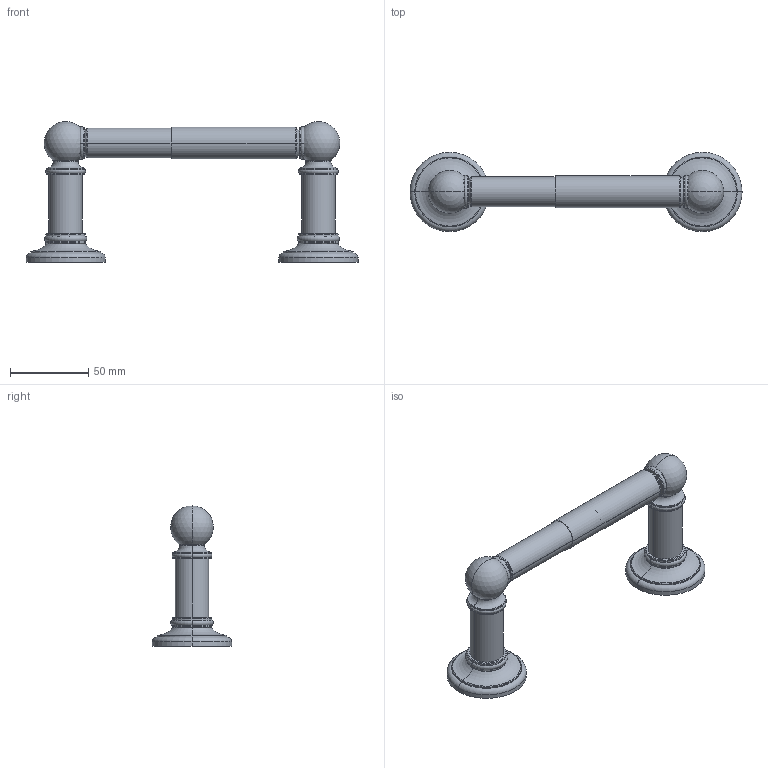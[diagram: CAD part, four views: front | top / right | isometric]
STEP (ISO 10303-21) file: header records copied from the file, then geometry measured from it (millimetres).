
FILE_DESCRIPTION((''),'2;1');
FILE_NAME('38-28_ASM','2018-07-18T',('rsmith'),(''),'PRO/ENGINEER BY PARAMETRIC TECHNOLOGY CORPORATION, 2013150','PRO/ENGINEER BY PARAMETRIC TECHNOLOGY CORPORATION, 2013150','');
FILE_SCHEMA(('CONFIG_CONTROL_DESIGN'));
Length unit declared in the file: inch
Products named in the file (12): 45XX; 40460; 92308; 40461; 40503; 91577; 40504; 7-703_ASM; 10452; 10453; 2-184_ASM; 38-28_ASM
Assembly tree (15 placements, depth 3):
  38-28_ASM
    45XX  x2
    40460  x2
    92308  x2
    7-703_ASM  x2
      40461
      40503
      91577
      40504
    2-184_ASM
      10452
      10453
Bounding box: 212.72 x 50.8 x 90.13 mm (x, y, z)
Volume: 71151.8 mm3; surface area: 112273 mm2
Topology: 16 solids, 26 shells, 1420 faces, 3582 edges, 2244 vertices
Faces by surface type: plane 402, cylinder 332, extrusion 260, torus 226, bspline 108, cone 80, sphere 12
Entity records: 35076 total; most frequent: CARTESIAN_POINT 17546, ORIENTED_EDGE 3768, DIRECTION 3156, EDGE_CURVE 1893, VERTEX_POINT 1186, AXIS2_PLACEMENT_3D 1142, VECTOR 872, EDGE_LOOP 827
